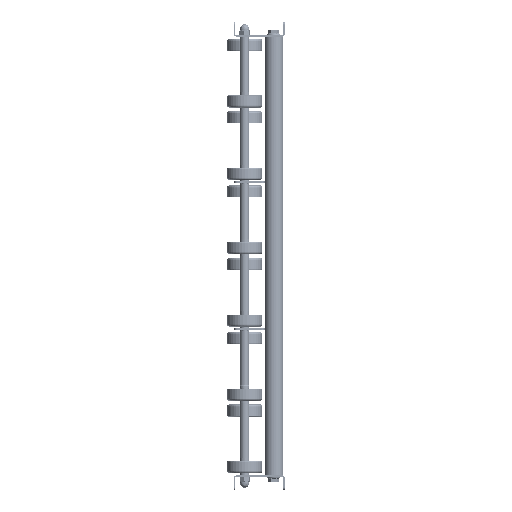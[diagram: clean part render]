
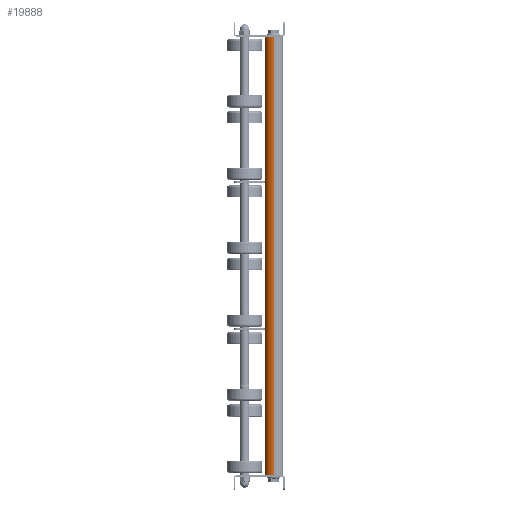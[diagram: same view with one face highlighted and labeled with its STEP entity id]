
A CAD part, left-side view. The second image highlights one B-rep face of the part: STEP entity #19888.
In plain terms, the highlighted cylindrical face has radius 12.5 mm (diameter 25 mm), a partial arc.
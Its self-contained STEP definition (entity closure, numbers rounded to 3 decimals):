
#176 = EDGE_CURVE ( 'NONE', #17819, #24935, #27207, .T. ) ;
#189 = EDGE_CURVE ( 'NONE', #17819, #3334, #21019, .T. ) ;
#1168 = DIRECTION ( 'NONE',  ( -1., 0., 0. ) ) ;
#1800 = AXIS2_PLACEMENT_3D ( 'NONE', #11652, #13979, #28103 ) ;
#3334 = VERTEX_POINT ( 'NONE', #12644 ) ;
#5961 = EDGE_CURVE ( 'NONE', #25825, #24935, #29062, .T. ) ;
#6486 = CARTESIAN_POINT ( 'NONE',  ( 599., 0., 12.5 ) ) ;
#7615 = AXIS2_PLACEMENT_3D ( 'NONE', #19795, #1168, #10454 ) ;
#10454 = DIRECTION ( 'NONE',  ( 0., 0., -1. ) ) ;
#11652 = CARTESIAN_POINT ( 'NONE',  ( 1., 0., 0. ) ) ;
#12052 = AXIS2_PLACEMENT_3D ( 'NONE', #12789, #26906, #17298 ) ;
#12644 = CARTESIAN_POINT ( 'NONE',  ( 599., 0., -12.5 ) ) ;
#12789 = CARTESIAN_POINT ( 'NONE',  ( 600., 0., 0. ) ) ;
#13312 = ORIENTED_EDGE ( 'NONE', *, *, #189, .T. ) ;
#13979 = DIRECTION ( 'NONE',  ( 1., 0., 0. ) ) ;
#14250 = ORIENTED_EDGE ( 'NONE', *, *, #176, .F. ) ;
#15127 = DIRECTION ( 'NONE',  ( -1., 0., 0. ) ) ;
#15820 = ORIENTED_EDGE ( 'NONE', *, *, #18588, .T. ) ;
#17050 = VECTOR ( 'NONE', #29090, 1000. ) ;
#17145 = LINE ( 'NONE', #29247, #29408 ) ;
#17298 = DIRECTION ( 'NONE',  ( 0., 0., 1. ) ) ;
#17819 = VERTEX_POINT ( 'NONE', #6486 ) ;
#18588 = EDGE_CURVE ( 'NONE', #3334, #25825, #17145, .T. ) ;
#18996 = CARTESIAN_POINT ( 'NONE',  ( 1., 0., 12.5 ) ) ;
#19795 = CARTESIAN_POINT ( 'NONE',  ( 599., 0., 0. ) ) ;
#19888 = ADVANCED_FACE ( 'NONE', ( #22568 ), #25044, .T. ) ;
#20448 = CARTESIAN_POINT ( 'NONE',  ( 1., 0., -12.5 ) ) ;
#21019 = CIRCLE ( 'NONE', #7615, 12.5 ) ;
#22568 = FACE_OUTER_BOUND ( 'NONE', #26340, .T. ) ;
#24935 = VERTEX_POINT ( 'NONE', #18996 ) ;
#25044 = CYLINDRICAL_SURFACE ( 'NONE', #12052, 12.5 ) ;
#25825 = VERTEX_POINT ( 'NONE', #20448 ) ;
#26340 = EDGE_LOOP ( 'NONE', ( #13312, #15820, #26643, #14250 ) ) ;
#26643 = ORIENTED_EDGE ( 'NONE', *, *, #5961, .T. ) ;
#26906 = DIRECTION ( 'NONE',  ( -1., 0., 0. ) ) ;
#27058 = CARTESIAN_POINT ( 'NONE',  ( 600., 0., 12.5 ) ) ;
#27207 = LINE ( 'NONE', #27058, #17050 ) ;
#28103 = DIRECTION ( 'NONE',  ( 0., 0., -1. ) ) ;
#29062 = CIRCLE ( 'NONE', #1800, 12.5 ) ;
#29090 = DIRECTION ( 'NONE',  ( -1., 0., 0. ) ) ;
#29247 = CARTESIAN_POINT ( 'NONE',  ( 600., 0., -12.5 ) ) ;
#29408 = VECTOR ( 'NONE', #15127, 1000. ) ;
